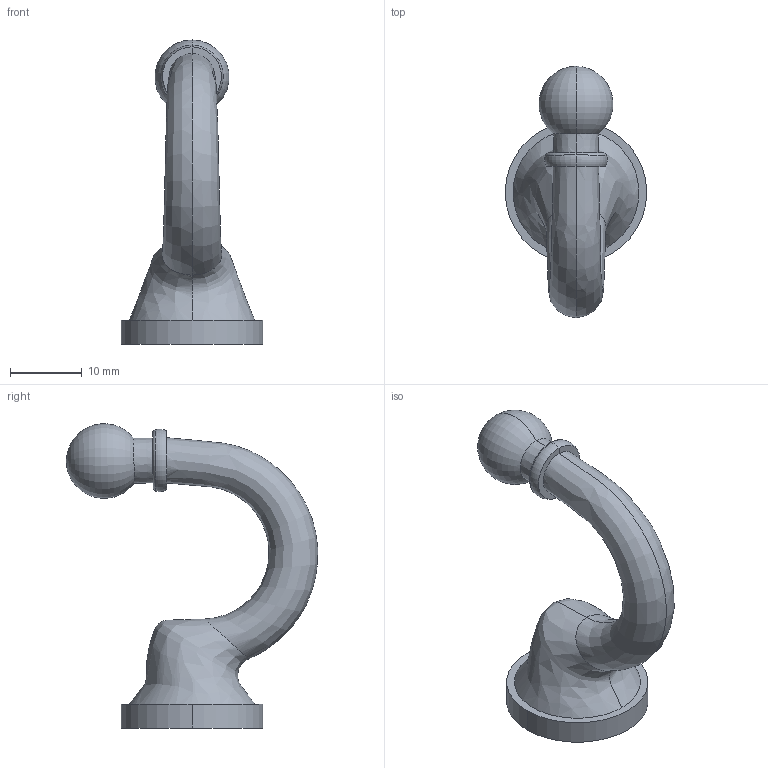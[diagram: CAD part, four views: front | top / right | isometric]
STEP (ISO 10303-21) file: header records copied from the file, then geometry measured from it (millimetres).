
FILE_DESCRIPTION (( 'STEP AP214' ), '1' );
FILE_NAME ('F002459,F002460,F002461,F002462_3D.step', '2022-07-07T08:09:29', ( '' ), ( '' ), 'SwSTEP 2.0', 'SolidWorks 2020', '' );
FILE_SCHEMA (( 'AUTOMOTIVE_DESIGN' ));
Length unit declared in the file: millimetre
Products named in the file (1): F002459,F002460,F002461,F002462_3D
Bounding box: 19.7 x 34.97 x 42.32 mm (x, y, z)
Volume: 4750.5 mm3; surface area: 2556.3 mm2
Topology: 1 solids, 1 shells, 26 faces, 54 edges, 28 vertices
Faces by surface type: cone 10, torus 6, cylinder 4, bspline 4, plane 2
Entity records: 2170 total; most frequent: CARTESIAN_POINT 1335, DIRECTION 112, ORIENTED_EDGE 100, EDGE_CURVE 50, AXIS2_PLACEMENT_3D 49, UNCERTAINTY_MEASURE_WITH_UNIT 29, FILL_AREA_STYLE 28, FILL_AREA_STYLE_COLOUR 28
